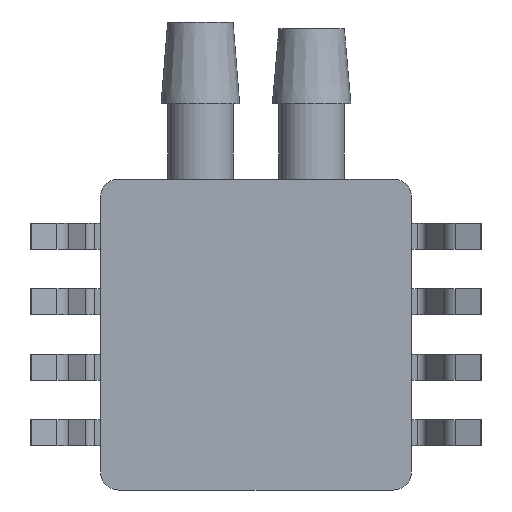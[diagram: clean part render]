
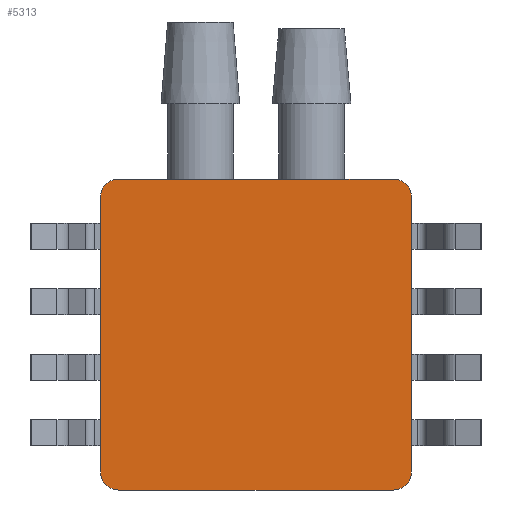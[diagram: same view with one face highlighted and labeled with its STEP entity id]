
A CAD part, front view. The second image highlights one B-rep face of the part: STEP entity #5313.
In plain terms, the highlighted planar face has unit normal (0, -1, 0).
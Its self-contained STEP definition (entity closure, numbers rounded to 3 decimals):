
#392 = VECTOR ( 'NONE', #2301, 1000. ) ;
#399 = VECTOR ( 'NONE', #2364, 1000. ) ;
#400 = LINE ( 'NONE', #2371, #392 ) ;
#402 = CIRCLE ( 'NONE', #4713, 0.7 ) ;
#405 = VECTOR ( 'NONE', #2504, 1000. ) ;
#406 = LINE ( 'NONE', #2455, #399 ) ;
#409 = CIRCLE ( 'NONE', #4714, 0.7 ) ;
#412 = CIRCLE ( 'NONE', #4715, 0.7 ) ;
#415 = LINE ( 'NONE', #2356, #405 ) ;
#422 = CIRCLE ( 'NONE', #4716, 0.7 ) ;
#812 = DIRECTION ( 'NONE',  ( 0., 0., -1. ) ) ;
#813 = DIRECTION ( 'NONE',  ( 0., -1., 0. ) ) ;
#826 = CARTESIAN_POINT ( 'NONE',  ( -5.332, 0., 5.332 ) ) ;
#827 = PLANE ( 'NONE',  #4285 ) ;
#2301 = DIRECTION ( 'NONE',  ( 0., 0., 1. ) ) ;
#2303 = DIRECTION ( 'NONE',  ( 0., 0., -1. ) ) ;
#2304 = DIRECTION ( 'NONE',  ( 0., 1., 0. ) ) ;
#2335 = CARTESIAN_POINT ( 'NONE',  ( -5.332, 0., 6.032 ) ) ;
#2353 = CARTESIAN_POINT ( 'NONE',  ( -5.332, 0., 5.332 ) ) ;
#2356 = CARTESIAN_POINT ( 'NONE',  ( 6.033, 0., 5.332 ) ) ;
#2358 = DIRECTION ( 'NONE',  ( 0., 0., 1. ) ) ;
#2359 = DIRECTION ( 'NONE',  ( 0., 1., 0. ) ) ;
#2360 = CARTESIAN_POINT ( 'NONE',  ( 5.333, 0., 5.332 ) ) ;
#2362 = DIRECTION ( 'NONE',  ( 0., 0., -1. ) ) ;
#2363 = DIRECTION ( 'NONE',  ( 0., 1., 0. ) ) ;
#2364 = DIRECTION ( 'NONE',  ( -1., 0., 0. ) ) ;
#2371 = CARTESIAN_POINT ( 'NONE',  ( -6.032, 0., 5.332 ) ) ;
#2372 = CARTESIAN_POINT ( 'NONE',  ( -5.332, 0., -5.332 ) ) ;
#2454 = DIRECTION ( 'NONE',  ( 0., 0., -1. ) ) ;
#2455 = CARTESIAN_POINT ( 'NONE',  ( -5.332, 0., -6.032 ) ) ;
#2456 = CARTESIAN_POINT ( 'NONE',  ( 5.333, 0., -5.332 ) ) ;
#2457 = CARTESIAN_POINT ( 'NONE',  ( -5.332, 0., 6.032 ) ) ;
#2458 = DIRECTION ( 'NONE',  ( 1., 0., 0. ) ) ;
#2503 = DIRECTION ( 'NONE',  ( 1., 0., 0. ) ) ;
#2504 = DIRECTION ( 'NONE',  ( 0., 0., -1. ) ) ;
#2510 = DIRECTION ( 'NONE',  ( 0., 1., 0. ) ) ;
#2589 = LINE ( 'NONE', #2457, #2690 ) ;
#2690 = VECTOR ( 'NONE', #2458, 1000. ) ;
#2711 = VECTOR ( 'NONE', #2503, 1000. ) ;
#2814 = LINE ( 'NONE', #2335, #2711 ) ;
#3165 = EDGE_LOOP ( 'NONE', ( #3278, #3218, #3235, #3263, #3241, #3236, #3237, #3229, #3239 ) ) ;
#3218 = ORIENTED_EDGE ( 'NONE', *, *, #5028, .F. ) ;
#3229 = ORIENTED_EDGE ( 'NONE', *, *, #4997, .F. ) ;
#3235 = ORIENTED_EDGE ( 'NONE', *, *, #5026, .F. ) ;
#3236 = ORIENTED_EDGE ( 'NONE', *, *, #5020, .F. ) ;
#3237 = ORIENTED_EDGE ( 'NONE', *, *, #5018, .F. ) ;
#3239 = ORIENTED_EDGE ( 'NONE', *, *, #4994, .F. ) ;
#3241 = ORIENTED_EDGE ( 'NONE', *, *, #5022, .F. ) ;
#3263 = ORIENTED_EDGE ( 'NONE', *, *, #5024, .F. ) ;
#3278 = ORIENTED_EDGE ( 'NONE', *, *, #5016, .F. ) ;
#3863 = FACE_OUTER_BOUND ( 'NONE', #3165, .T. ) ;
#4285 = AXIS2_PLACEMENT_3D ( 'NONE', #826, #813, #812 ) ;
#4713 = AXIS2_PLACEMENT_3D ( 'NONE', #2372, #2304, #2303 ) ;
#4714 = AXIS2_PLACEMENT_3D ( 'NONE', #2456, #2363, #2362 ) ;
#4715 = AXIS2_PLACEMENT_3D ( 'NONE', #2360, #2359, #2358 ) ;
#4716 = AXIS2_PLACEMENT_3D ( 'NONE', #2353, #2510, #2454 ) ;
#4994 = EDGE_CURVE ( 'NONE', #5918, #5928, #2814, .T. ) ;
#4997 = EDGE_CURVE ( 'NONE', #5928, #5885, #2589, .T. ) ;
#5016 = EDGE_CURVE ( 'NONE', #5907, #5918, #422, .T. ) ;
#5018 = EDGE_CURVE ( 'NONE', #5885, #5838, #412, .T. ) ;
#5020 = EDGE_CURVE ( 'NONE', #5838, #5884, #415, .T. ) ;
#5022 = EDGE_CURVE ( 'NONE', #5884, #5873, #409, .T. ) ;
#5024 = EDGE_CURVE ( 'NONE', #5873, #5871, #406, .T. ) ;
#5026 = EDGE_CURVE ( 'NONE', #5871, #5852, #402, .T. ) ;
#5028 = EDGE_CURVE ( 'NONE', #5852, #5907, #400, .T. ) ;
#5313 = ADVANCED_FACE ( 'NONE', ( #3863 ), #827, .T. ) ;
#5838 = VERTEX_POINT ( 'NONE', #6592 ) ;
#5852 = VERTEX_POINT ( 'NONE', #6578 ) ;
#5871 = VERTEX_POINT ( 'NONE', #6559 ) ;
#5873 = VERTEX_POINT ( 'NONE', #6557 ) ;
#5884 = VERTEX_POINT ( 'NONE', #6544 ) ;
#5885 = VERTEX_POINT ( 'NONE', #6543 ) ;
#5907 = VERTEX_POINT ( 'NONE', #6521 ) ;
#5918 = VERTEX_POINT ( 'NONE', #6510 ) ;
#5928 = VERTEX_POINT ( 'NONE', #6500 ) ;
#6500 = CARTESIAN_POINT ( 'NONE',  ( 2.159, 0., 6.032 ) ) ;
#6510 = CARTESIAN_POINT ( 'NONE',  ( -5.332, 0., 6.032 ) ) ;
#6521 = CARTESIAN_POINT ( 'NONE',  ( -6.032, 0., 5.332 ) ) ;
#6543 = CARTESIAN_POINT ( 'NONE',  ( 5.332, 0., 6.032 ) ) ;
#6544 = CARTESIAN_POINT ( 'NONE',  ( 6.033, 0., -5.332 ) ) ;
#6557 = CARTESIAN_POINT ( 'NONE',  ( 5.332, 0., -6.032 ) ) ;
#6559 = CARTESIAN_POINT ( 'NONE',  ( -5.332, 0., -6.032 ) ) ;
#6578 = CARTESIAN_POINT ( 'NONE',  ( -6.032, 0., -5.332 ) ) ;
#6592 = CARTESIAN_POINT ( 'NONE',  ( 6.033, 0., 5.332 ) ) ;
